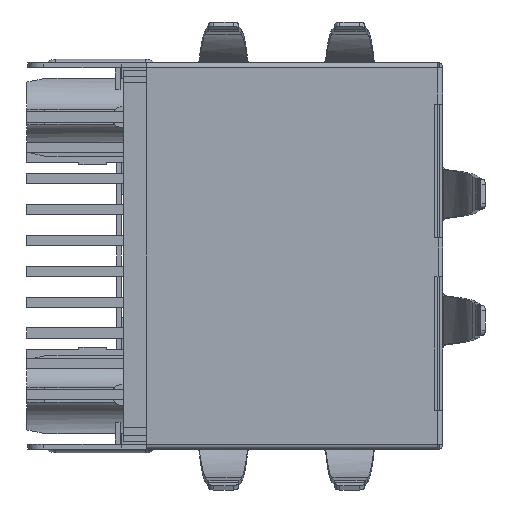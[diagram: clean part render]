
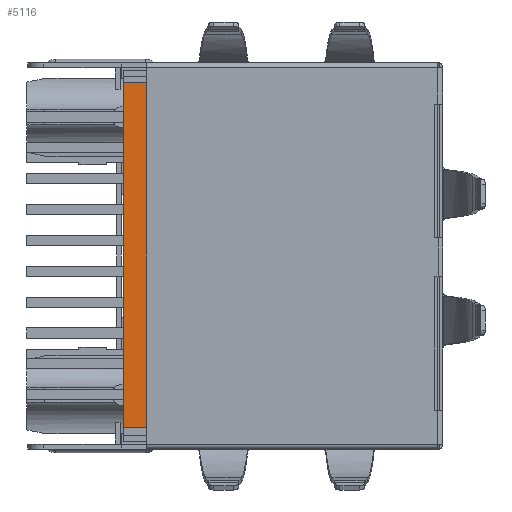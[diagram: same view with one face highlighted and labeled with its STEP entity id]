
A CAD part, left-side view. The second image highlights one B-rep face of the part: STEP entity #5116.
In plain terms, the highlighted planar face has unit normal (-1, 0, 0).
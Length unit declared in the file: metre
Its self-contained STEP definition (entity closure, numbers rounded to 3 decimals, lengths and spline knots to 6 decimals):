
#5116 = ADVANCED_FACE( '', ( #9897 ), #9898, .T. );
#9897 = FACE_OUTER_BOUND( '', #17824, .T. );
#9898 = PLANE( '', #17825 );
#17824 = EDGE_LOOP( '', ( #26785, #26786, #26787, #26788 ) );
#17825 = AXIS2_PLACEMENT_3D( '', #26789, #26790, #26791 );
#26785 = ORIENTED_EDGE( '', *, *, #31890, .T. );
#26786 = ORIENTED_EDGE( '', *, *, #30062, .T. );
#26787 = ORIENTED_EDGE( '', *, *, #28274, .F. );
#26788 = ORIENTED_EDGE( '', *, *, #28986, .T. );
#26789 = CARTESIAN_POINT( '', ( -0.0208, 0.000342, -0.028023 ) );
#26790 = DIRECTION( '', ( -1., 0., 0. ) );
#26791 = DIRECTION( '', ( 0., 0., 1. ) );
#28274 = EDGE_CURVE( '', #33718, #33720, #33721, .T. );
#28986 = EDGE_CURVE( '', #33718, #34951, #34954, .T. );
#30062 = EDGE_CURVE( '', #36780, #33720, #36781, .T. );
#31890 = EDGE_CURVE( '', #34951, #36780, #39686, .T. );
#33718 = VERTEX_POINT( '', #42590 );
#33720 = VERTEX_POINT( '', #42593 );
#33721 = B_SPLINE_CURVE_WITH_KNOTS( '', 1, ( #42594, #42595 ), .UNSPECIFIED., .F., .F., ( 2, 2 ), ( 0., 1. ), .UNSPECIFIED. );
#34951 = VERTEX_POINT( '', #44731 );
#34954 = B_SPLINE_CURVE_WITH_KNOTS( '', 1, ( #44735, #44736 ), .UNSPECIFIED., .F., .F., ( 2, 2 ), ( 0., 1. ), .UNSPECIFIED. );
#36780 = VERTEX_POINT( '', #47927 );
#36781 = B_SPLINE_CURVE_WITH_KNOTS( '', 1, ( #47928, #47929 ), .UNSPECIFIED., .F., .F., ( 2, 2 ), ( 0., 1. ), .UNSPECIFIED. );
#39686 = B_SPLINE_CURVE_WITH_KNOTS( '', 1, ( #52947, #52948 ), .UNSPECIFIED., .F., .F., ( 2, 2 ), ( 0., 1. ), .UNSPECIFIED. );
#42590 = CARTESIAN_POINT( '', ( -0.0208, 0.0129, -0.028023 ) );
#42593 = CARTESIAN_POINT( '', ( -0.0208, 0.0129, -0.013798 ) );
#42594 = CARTESIAN_POINT( '', ( -0.0208, 0.0129, -0.028023 ) );
#42595 = CARTESIAN_POINT( '', ( -0.0208, 0.0129, -0.013798 ) );
#44731 = CARTESIAN_POINT( '', ( -0.0208, 0.000342, -0.028023 ) );
#44735 = CARTESIAN_POINT( '', ( -0.0208, 0.0129, -0.028023 ) );
#44736 = CARTESIAN_POINT( '', ( -0.0208, 0.000342, -0.028023 ) );
#47927 = CARTESIAN_POINT( '', ( -0.0208, 0.000342, -0.013798 ) );
#47928 = CARTESIAN_POINT( '', ( -0.0208, 0.000342, -0.013798 ) );
#47929 = CARTESIAN_POINT( '', ( -0.0208, 0.0129, -0.013798 ) );
#52947 = CARTESIAN_POINT( '', ( -0.0208, 0.000342, -0.028023 ) );
#52948 = CARTESIAN_POINT( '', ( -0.0208, 0.000342, -0.013798 ) );
